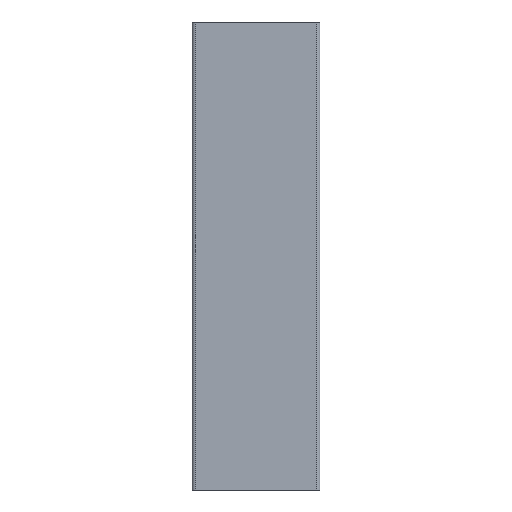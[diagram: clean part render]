
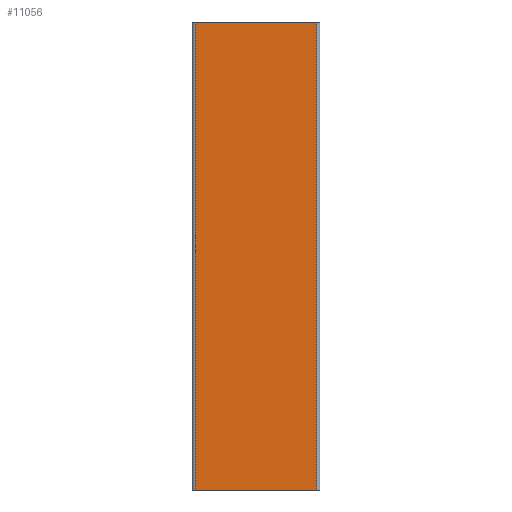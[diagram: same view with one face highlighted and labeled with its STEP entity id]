
A CAD part, front view. The second image highlights one B-rep face of the part: STEP entity #11056.
In plain terms, the highlighted planar face has unit normal (0, -1, 0).
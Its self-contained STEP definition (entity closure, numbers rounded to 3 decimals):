
#58 = ORIENTED_EDGE ( 'NONE', *, *, #4268, .T. ) ;
#1064 = VECTOR ( 'NONE', #1964, 1000. ) ;
#1870 = LINE ( 'NONE', #7577, #10004 ) ;
#1964 = DIRECTION ( 'NONE',  ( 0., 0., -1. ) ) ;
#2034 = AXIS2_PLACEMENT_3D ( 'NONE', #7609, #2045, #4760 ) ;
#2045 = DIRECTION ( 'NONE',  ( 0., 1., 0. ) ) ;
#2046 = LINE ( 'NONE', #4807, #1064 ) ;
#2187 = ORIENTED_EDGE ( 'NONE', *, *, #4306, .F. ) ;
#2256 = DIRECTION ( 'NONE',  ( 1., 0., 0. ) ) ;
#2802 = VERTEX_POINT ( 'NONE', #10812 ) ;
#3000 = VERTEX_POINT ( 'NONE', #3507 ) ;
#3507 = CARTESIAN_POINT ( 'NONE',  ( 38.957, -10.957, 50. ) ) ;
#3995 = VERTEX_POINT ( 'NONE', #11191 ) ;
#4123 = CARTESIAN_POINT ( 'NONE',  ( -39.043, -10.957, 350. ) ) ;
#4258 = VERTEX_POINT ( 'NONE', #11225 ) ;
#4268 = EDGE_CURVE ( 'NONE', #2802, #4258, #1870, .T. ) ;
#4306 = EDGE_CURVE ( 'NONE', #2802, #3995, #7037, .T. ) ;
#4760 = DIRECTION ( 'NONE',  ( 0., 0., 1. ) ) ;
#4807 = CARTESIAN_POINT ( 'NONE',  ( 38.957, -10.957, 350. ) ) ;
#6040 = FACE_OUTER_BOUND ( 'NONE', #6856, .T. ) ;
#6231 = ORIENTED_EDGE ( 'NONE', *, *, #11421, .T. ) ;
#6856 = EDGE_LOOP ( 'NONE', ( #6231, #7430, #2187, #58 ) ) ;
#7037 = LINE ( 'NONE', #4123, #8312 ) ;
#7430 = ORIENTED_EDGE ( 'NONE', *, *, #9117, .F. ) ;
#7432 = LINE ( 'NONE', #11531, #8306 ) ;
#7577 = CARTESIAN_POINT ( 'NONE',  ( -39.043, -10.957, 350. ) ) ;
#7609 = CARTESIAN_POINT ( 'NONE',  ( 33.357, -10.957, 350. ) ) ;
#8306 = VECTOR ( 'NONE', #8853, 1000. ) ;
#8312 = VECTOR ( 'NONE', #2256, 1000. ) ;
#8853 = DIRECTION ( 'NONE',  ( 1., 0., 0. ) ) ;
#9117 = EDGE_CURVE ( 'NONE', #3995, #3000, #2046, .T. ) ;
#9317 = PLANE ( 'NONE',  #2034 ) ;
#10004 = VECTOR ( 'NONE', #11054, 1000. ) ;
#10812 = CARTESIAN_POINT ( 'NONE',  ( -39.043, -10.957, 350. ) ) ;
#11054 = DIRECTION ( 'NONE',  ( 0., 0., -1. ) ) ;
#11056 = ADVANCED_FACE ( 'NONE', ( #6040 ), #9317, .F. ) ;
#11191 = CARTESIAN_POINT ( 'NONE',  ( 38.957, -10.957, 350. ) ) ;
#11225 = CARTESIAN_POINT ( 'NONE',  ( -39.043, -10.957, 50. ) ) ;
#11421 = EDGE_CURVE ( 'NONE', #4258, #3000, #7432, .T. ) ;
#11531 = CARTESIAN_POINT ( 'NONE',  ( 33.357, -10.957, 50. ) ) ;
